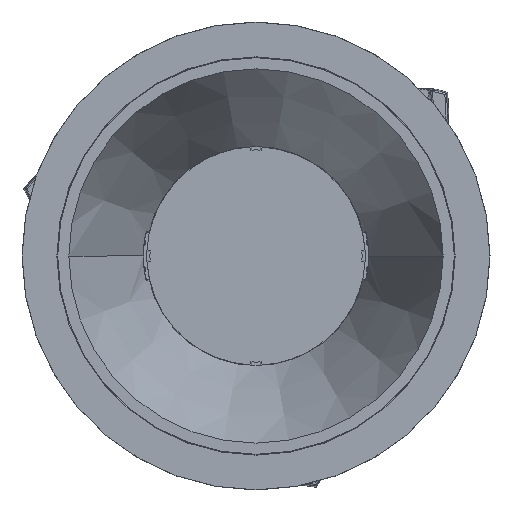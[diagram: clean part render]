
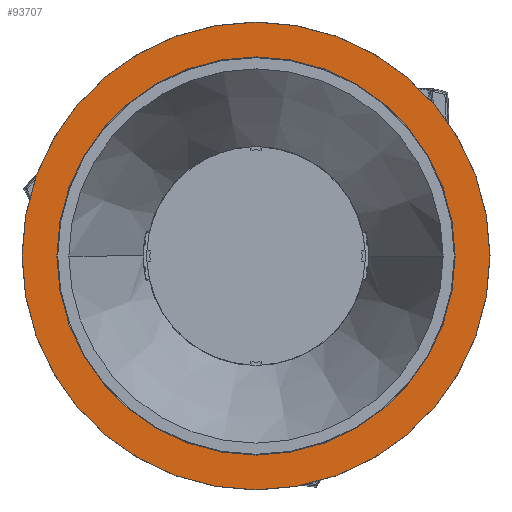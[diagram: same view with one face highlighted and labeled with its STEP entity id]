
A CAD part, front view. The second image highlights one B-rep face of the part: STEP entity #93707.
In plain terms, the highlighted planar face has unit normal (0, -1, 0).
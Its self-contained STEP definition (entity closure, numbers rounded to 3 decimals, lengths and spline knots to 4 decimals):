
#13813 = CARTESIAN_POINT ( 'NONE',  ( 0., 0., 0. ) ) ;
#13814 = DIRECTION ( 'NONE',  ( 0., -1., 0. ) ) ;
#13816 = DIRECTION ( 'NONE',  ( -1., 0., 0. ) ) ;
#13866 = CARTESIAN_POINT ( 'NONE',  ( 0., 0., 0. ) ) ;
#13868 = DIRECTION ( 'NONE',  ( 0., -1., 0. ) ) ;
#13870 = DIRECTION ( 'NONE',  ( -1., 0., 0. ) ) ;
#14103 = CIRCLE ( 'NONE', #100971, 2.9528 ) ;
#14116 = CIRCLE ( 'NONE', #100980, 2.5138 ) ;
#25800 = EDGE_LOOP ( 'NONE', ( #152986, #152988 ) ) ;
#27786 = EDGE_LOOP ( 'NONE', ( #152983, #152985 ) ) ;
#76901 = CARTESIAN_POINT ( 'NONE',  ( -2.9528, 0., 0. ) ) ;
#76902 = CARTESIAN_POINT ( 'NONE',  ( 2.9528, 0., 0. ) ) ;
#76911 = CARTESIAN_POINT ( 'NONE',  ( 2.5138, 0., 0. ) ) ;
#76912 = CARTESIAN_POINT ( 'NONE',  ( -2.5138, 0., 0. ) ) ;
#93707 = ADVANCED_FACE ( 'NONE', ( #103389, #103393 ), #125329, .T. ) ;
#96766 = EDGE_CURVE ( 'NONE', #136419, #136422, #14103, .T. ) ;
#96775 = EDGE_CURVE ( 'NONE', #136447, #136450, #14116, .T. ) ;
#100348 = AXIS2_PLACEMENT_3D ( 'NONE', #125328, #125325, #125331 ) ;
#100971 = AXIS2_PLACEMENT_3D ( 'NONE', #13813, #13814, #13816 ) ;
#100980 = AXIS2_PLACEMENT_3D ( 'NONE', #13866, #13868, #13870 ) ;
#103389 = FACE_OUTER_BOUND ( 'NONE', #27786, .T. ) ;
#103393 = FACE_BOUND ( 'NONE', #25800, .T. ) ;
#125325 = DIRECTION ( 'NONE',  ( 0., -1., 0. ) ) ;
#125328 = CARTESIAN_POINT ( 'NONE',  ( -2.177, 0., -1.2569 ) ) ;
#125329 = PLANE ( 'NONE',  #100348 ) ;
#125331 = DIRECTION ( 'NONE',  ( -1., 0., 0. ) ) ;
#136419 = VERTEX_POINT ( 'NONE', #76901 ) ;
#136422 = VERTEX_POINT ( 'NONE', #76902 ) ;
#136447 = VERTEX_POINT ( 'NONE', #76911 ) ;
#136450 = VERTEX_POINT ( 'NONE', #76912 ) ;
#147405 = EDGE_CURVE ( 'NONE', #136450, #136447, #152949, .T. ) ;
#147412 = EDGE_CURVE ( 'NONE', #136422, #136419, #152966, .T. ) ;
#152949 = CIRCLE ( 'NONE', #154548, 2.5138 ) ;
#152966 = CIRCLE ( 'NONE', #154553, 2.9528 ) ;
#152983 = ORIENTED_EDGE ( 'NONE', *, *, #147412, .T. ) ;
#152985 = ORIENTED_EDGE ( 'NONE', *, *, #96766, .T. ) ;
#152986 = ORIENTED_EDGE ( 'NONE', *, *, #147405, .F. ) ;
#152988 = ORIENTED_EDGE ( 'NONE', *, *, #96775, .F. ) ;
#154548 = AXIS2_PLACEMENT_3D ( 'NONE', #175496, #175499, #175502 ) ;
#154553 = AXIS2_PLACEMENT_3D ( 'NONE', #175529, #175532, #175534 ) ;
#175496 = CARTESIAN_POINT ( 'NONE',  ( 0., 0., 0. ) ) ;
#175499 = DIRECTION ( 'NONE',  ( 0., -1., 0. ) ) ;
#175502 = DIRECTION ( 'NONE',  ( -1., 0., 0. ) ) ;
#175529 = CARTESIAN_POINT ( 'NONE',  ( 0., 0., 0. ) ) ;
#175532 = DIRECTION ( 'NONE',  ( 0., -1., 0. ) ) ;
#175534 = DIRECTION ( 'NONE',  ( -1., 0., 0. ) ) ;
